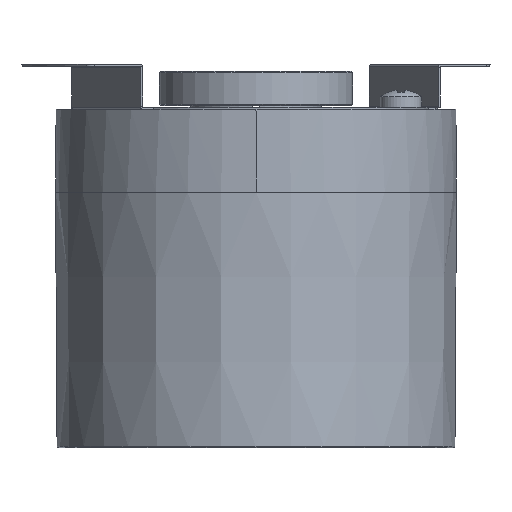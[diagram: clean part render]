
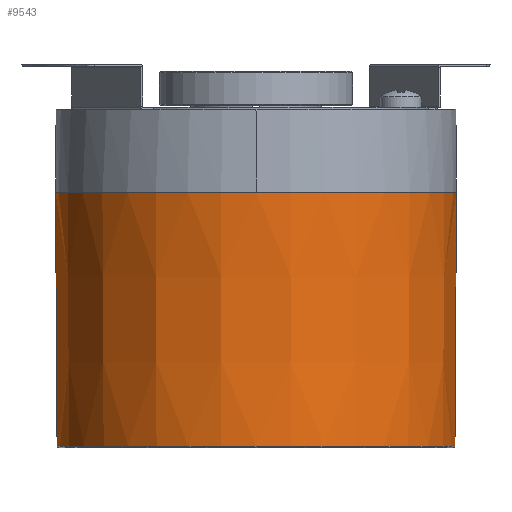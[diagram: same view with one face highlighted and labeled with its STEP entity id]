
A CAD part, front view. The second image highlights one B-rep face of the part: STEP entity #9543.
In plain terms, the highlighted conical face has half-angle 0.35 degrees and reference radius 28.927 mm.
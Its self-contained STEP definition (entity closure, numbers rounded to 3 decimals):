
#370=CARTESIAN_POINT('',(0.,0.,-48.801));
#371=DIRECTION('',(0.,0.,1.));
#372=DIRECTION('',(-1.,0.,0.));
#373=AXIS2_PLACEMENT_3D('',#370,#371,#372);
#390=CARTESIAN_POINT('',(0.,0.,-12.));
#391=DIRECTION('',(0.,0.,1.));
#392=DIRECTION('',(-1.,0.,0.));
#393=AXIS2_PLACEMENT_3D('',#390,#391,#392);
#395=DIRECTION('',(0.006,0.,-1.));
#396=VECTOR('',#395,36.802);
#397=CARTESIAN_POINT('',(-29.039,0.,-12.));
#398=LINE('',#397,#396);
#423=DIRECTION('',(0.006,0.,1.));
#424=VECTOR('',#423,36.802);
#425=CARTESIAN_POINT('',(28.814,0.,
-48.801));
#426=LINE('',#425,#424);
#8359=CARTESIAN_POINT('',(-28.814,0.,
-48.801));
#8360=CARTESIAN_POINT('',(28.814,0.,
-48.801));
#8361=VERTEX_POINT('',#8359);
#8362=VERTEX_POINT('',#8360);
#8367=CARTESIAN_POINT('',(-29.039,0.,-12.));
#8368=CARTESIAN_POINT('',(29.039,0.,-12.));
#8369=VERTEX_POINT('',#8367);
#8370=VERTEX_POINT('',#8368);
#9529=CARTESIAN_POINT('',(0.,0.,-30.401));
#9530=DIRECTION('',(0.,0.,1.));
#9531=DIRECTION('',(1.,0.,0.));
#9532=AXIS2_PLACEMENT_3D('',#9529,#9530,#9531);
#9533=CONICAL_SURFACE('',#9532,28.927,0.35);
#9535=ORIENTED_EDGE('',*,*,#9534,.T.);
#9537=ORIENTED_EDGE('',*,*,#9536,.F.);
#9538=ORIENTED_EDGE('',*,*,#9515,.F.);
#9540=ORIENTED_EDGE('',*,*,#9539,.F.);
#9541=EDGE_LOOP('',(#9535,#9537,#9538,#9540));
#9542=FACE_OUTER_BOUND('',#9541,.F.);
#374=CIRCLE('',#373,28.814);
#394=CIRCLE('',#393,29.039);
#9515=EDGE_CURVE('',#8361,#8362,#374,.T.);
#9534=EDGE_CURVE('',#8369,#8370,#394,.T.);
#9536=EDGE_CURVE('',#8362,#8370,#426,.T.);
#9539=EDGE_CURVE('',#8369,#8361,#398,.T.);
#9543=ADVANCED_FACE('',(#9542),#9533,.T.);
